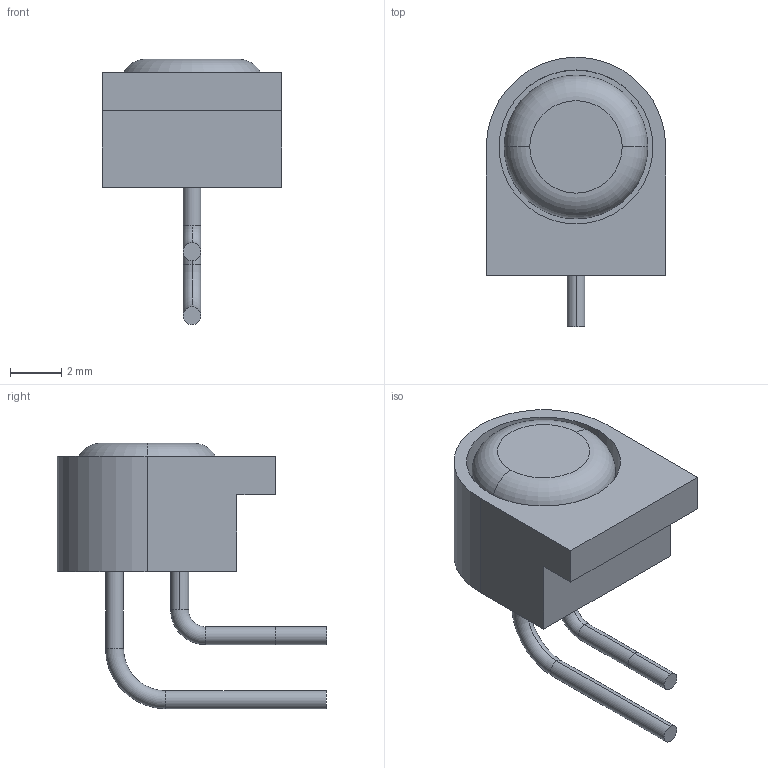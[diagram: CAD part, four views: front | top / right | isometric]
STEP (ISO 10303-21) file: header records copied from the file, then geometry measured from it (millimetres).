
FILE_DESCRIPTION (( 'STEP AP214' ), '1' );
FILE_NAME ('籣 7 870 228.STEP', '2017-11-01T13:44:43', ( '' ), ( '' ), 'SwSTEP 2.0', 'SolidWorks 2016', '' );
FILE_SCHEMA (( 'AUTOMOTIVE_DESIGN' ));
Length unit declared in the file: millimetre
Products named in the file (1): 籣 7 870 228
Bounding box: 7 x 10.5 x 10.35 mm (x, y, z)
Volume: 216.4 mm3; surface area: 398.2 mm2
Topology: 1 solids, 1 shells, 32 faces, 68 edges, 42 vertices
Faces by surface type: cylinder 15, plane 11, torus 6
Entity records: 1080 total; most frequent: DIRECTION 172, CARTESIAN_POINT 143, ORIENTED_EDGE 136, AXIS2_PLACEMENT_3D 71, EDGE_CURVE 68, VERTEX_POINT 42, CIRCLE 38, EDGE_LOOP 36
